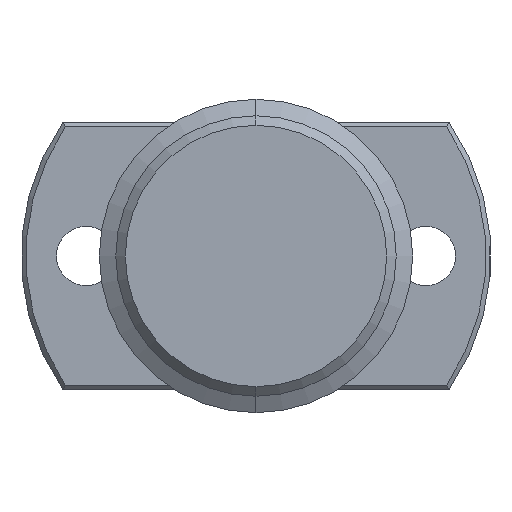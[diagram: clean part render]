
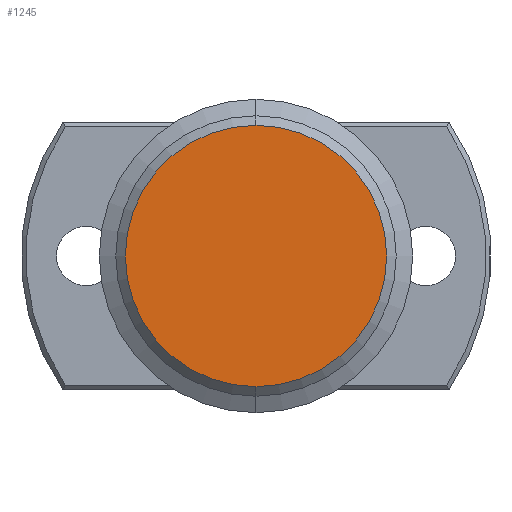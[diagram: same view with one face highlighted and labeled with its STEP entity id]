
A CAD part, left-side view. The second image highlights one B-rep face of the part: STEP entity #1245.
In plain terms, the highlighted planar face has unit normal (-1, 0, 0).
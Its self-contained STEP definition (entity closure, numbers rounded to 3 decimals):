
#119 = CIRCLE ( 'NONE', #357, 2.755 ) ;
#124 = AXIS2_PLACEMENT_3D ( 'NONE', #1839, #1189, #146 ) ;
#125 = VERTEX_POINT ( 'NONE', #348 ) ;
#142 = CARTESIAN_POINT ( 'NONE',  ( -11.85, 0., -2.755 ) ) ;
#146 = DIRECTION ( 'NONE',  ( 0., 0., -1. ) ) ;
#168 = EDGE_CURVE ( 'NONE', #1566, #125, #119, .T. ) ;
#335 = AXIS2_PLACEMENT_3D ( 'NONE', #744, #628, #1390 ) ;
#348 = CARTESIAN_POINT ( 'NONE',  ( -11.85, 0., 2.755 ) ) ;
#357 = AXIS2_PLACEMENT_3D ( 'NONE', #866, #495, #681 ) ;
#495 = DIRECTION ( 'NONE',  ( -1., 0., 0. ) ) ;
#628 = DIRECTION ( 'NONE',  ( 1., 0., 0. ) ) ;
#681 = DIRECTION ( 'NONE',  ( 0., 0., -1. ) ) ;
#730 = ORIENTED_EDGE ( 'NONE', *, *, #168, .T. ) ;
#744 = CARTESIAN_POINT ( 'NONE',  ( -11.85, 0., 0. ) ) ;
#774 = EDGE_LOOP ( 'NONE', ( #730, #1099 ) ) ;
#866 = CARTESIAN_POINT ( 'NONE',  ( -11.85, 0., 0. ) ) ;
#1099 = ORIENTED_EDGE ( 'NONE', *, *, #1370, .T. ) ;
#1189 = DIRECTION ( 'NONE',  ( -1., 0., 0. ) ) ;
#1245 = ADVANCED_FACE ( 'NONE', ( #1739 ), #2066, .F. ) ;
#1370 = EDGE_CURVE ( 'NONE', #125, #1566, #2061, .T. ) ;
#1390 = DIRECTION ( 'NONE',  ( 0., 0., -1. ) ) ;
#1566 = VERTEX_POINT ( 'NONE', #142 ) ;
#1739 = FACE_OUTER_BOUND ( 'NONE', #774, .T. ) ;
#1839 = CARTESIAN_POINT ( 'NONE',  ( -11.85, 0., 0. ) ) ;
#2061 = CIRCLE ( 'NONE', #124, 2.755 ) ;
#2066 = PLANE ( 'NONE',  #335 ) ;
